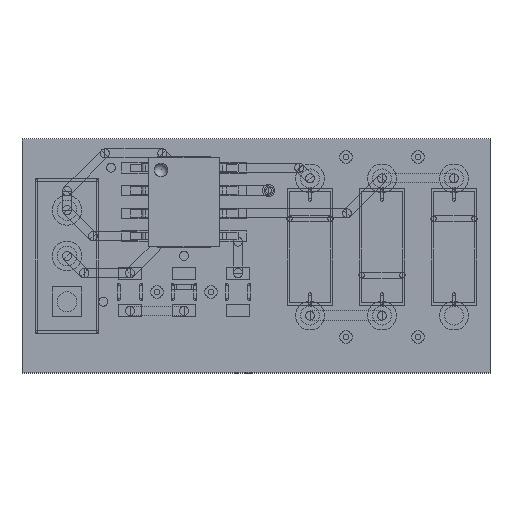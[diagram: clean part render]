
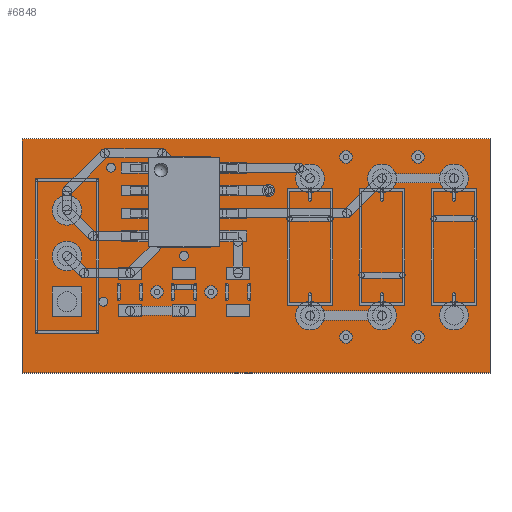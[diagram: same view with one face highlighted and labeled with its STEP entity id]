
A CAD part, top view. The second image highlights one B-rep face of the part: STEP entity #6848.
In plain terms, the highlighted planar face has unit normal (0, 0, 1).
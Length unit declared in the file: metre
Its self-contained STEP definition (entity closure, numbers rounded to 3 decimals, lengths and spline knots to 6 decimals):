
#6702 = EDGE_CURVE( '', #12593, #12594, #12595, .T. );
#6848 = ADVANCED_FACE( '', ( #12846 ), #12847, .F. );
#7174 = EDGE_CURVE( '', #12594, #13390, #13391, .T. );
#10130 = EDGE_CURVE( '', #13390, #17703, #17704, .T. );
#10590 = EDGE_CURVE( '', #17703, #12593, #18304, .T. );
#12593 = VERTEX_POINT( '', #19454 );
#12594 = VERTEX_POINT( '', #19455 );
#12595 = LINE( '', #19456, #19457 );
#12846 = FACE_OUTER_BOUND( '', #19785, .T. );
#12847 = PLANE( '', #19786 );
#13390 = VERTEX_POINT( '', #20478 );
#13391 = LINE( '', #20479, #20480 );
#17703 = VERTEX_POINT( '', #26318 );
#17704 = LINE( '', #26319, #26320 );
#18304 = LINE( '', #27175, #27176 );
#19454 = CARTESIAN_POINT( '', ( 0.026, 0., -0.000035 ) );
#19455 = CARTESIAN_POINT( '', ( 0.026, 0.013, -0.000035 ) );
#19456 = CARTESIAN_POINT( '', ( 0.026, 0., -0.000035 ) );
#19457 = VECTOR( '', #28576, 1. );
#19785 = EDGE_LOOP( '', ( #28825, #28826, #28827, #28828 ) );
#19786 = AXIS2_PLACEMENT_3D( '', #28829, #28830, #28831 );
#20478 = CARTESIAN_POINT( '', ( 0., 0.013, -0.000035 ) );
#20479 = CARTESIAN_POINT( '', ( 0.026, 0.013, -0.000035 ) );
#20480 = VECTOR( '', #29486, 1. );
#26318 = CARTESIAN_POINT( '', ( 0., 0., -0.000035 ) );
#26319 = CARTESIAN_POINT( '', ( 0., 0.013, -0.000035 ) );
#26320 = VECTOR( '', #34997, 1. );
#27175 = CARTESIAN_POINT( '', ( 0., 0., -0.000035 ) );
#27176 = VECTOR( '', #35803, 1. );
#28576 = DIRECTION( '', ( 0., 1., 0. ) );
#28825 = ORIENTED_EDGE( '', *, *, #10590, .T. );
#28826 = ORIENTED_EDGE( '', *, *, #6702, .T. );
#28827 = ORIENTED_EDGE( '', *, *, #7174, .T. );
#28828 = ORIENTED_EDGE( '', *, *, #10130, .T. );
#28829 = CARTESIAN_POINT( '', ( 0., 0., -0.000035 ) );
#28830 = DIRECTION( '', ( 0., 0., -1. ) );
#28831 = DIRECTION( '', ( 0., -1., 0. ) );
#29486 = DIRECTION( '', ( -1., 0., 0. ) );
#34997 = DIRECTION( '', ( 0., -1., 0. ) );
#35803 = DIRECTION( '', ( 1., 0., 0. ) );
